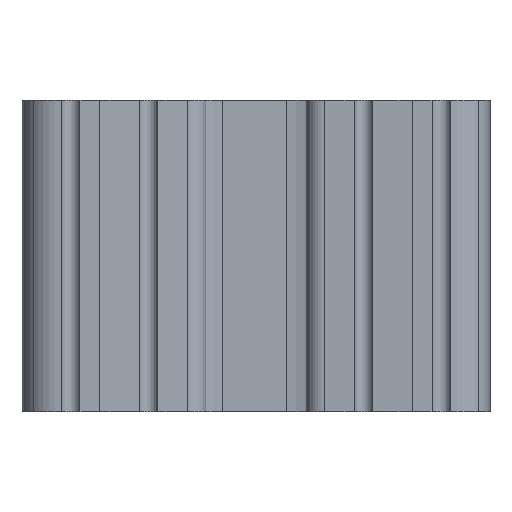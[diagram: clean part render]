
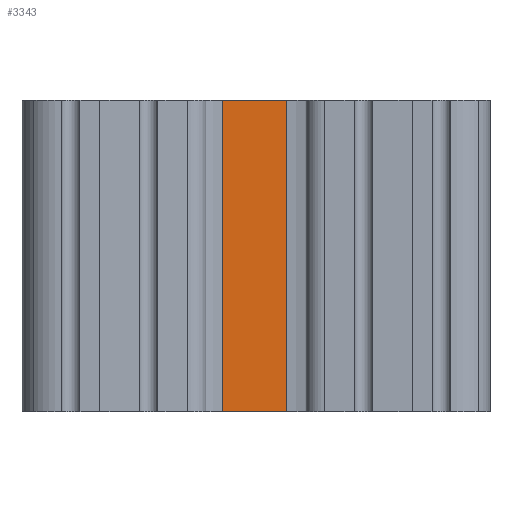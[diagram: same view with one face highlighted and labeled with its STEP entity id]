
A CAD part, front view. The second image highlights one B-rep face of the part: STEP entity #3343.
In plain terms, the highlighted planar face has unit normal (0, -1, 0).
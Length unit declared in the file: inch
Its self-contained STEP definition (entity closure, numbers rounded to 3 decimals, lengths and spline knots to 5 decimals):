
#3285=CARTESIAN_POINT('',(3.64293,2.7345,-1.0));
#3286=VERTEX_POINT('',#3285);
#3294=CARTESIAN_POINT('',(3.64293,2.7345,0.0));
#3295=VERTEX_POINT('',#3294);
#3296=CARTESIAN_POINT('',(3.64293,2.7345,0.0));
#3297=DIRECTION('',(0.0,0.0,-1.0));
#3298=VECTOR('',#3297,1.0);
#3299=LINE('',#3296,#3298);
#3300=EDGE_CURVE('',#3295,#3286,#3299,.T.);
#3313=CARTESIAN_POINT('',(3.64293,2.7345,0.0));
#3314=DIRECTION('',(0.0,-1.0,0.0));
#3315=DIRECTION('',(0.0,0.0,-1.0));
#3316=AXIS2_PLACEMENT_3D('',#3313,#3314,#3315);
#3317=PLANE('',#3316);
#3318=CARTESIAN_POINT('',(3.84931,2.7345,-1.0));
#3319=VERTEX_POINT('',#3318);
#3320=CARTESIAN_POINT('',(3.64293,2.7345,-1.0));
#3321=DIRECTION('',(1.0,0.0,0.0));
#3322=VECTOR('',#3321,0.20638);
#3323=LINE('',#3320,#3322);
#3324=EDGE_CURVE('',#3286,#3319,#3323,.T.);
#3325=ORIENTED_EDGE('',*,*,#3324,.T.);
#3326=CARTESIAN_POINT('',(3.84931,2.7345,0.0));
#3327=VERTEX_POINT('',#3326);
#3328=CARTESIAN_POINT('',(3.84931,2.7345,0.0));
#3329=DIRECTION('',(0.0,0.0,-1.0));
#3330=VECTOR('',#3329,1.0);
#3331=LINE('',#3328,#3330);
#3332=EDGE_CURVE('',#3327,#3319,#3331,.T.);
#3333=ORIENTED_EDGE('',*,*,#3332,.F.);
#3334=CARTESIAN_POINT('',(3.64293,2.7345,0.0));
#3335=DIRECTION('',(1.0,0.0,0.0));
#3336=VECTOR('',#3335,0.20638);
#3337=LINE('',#3334,#3336);
#3338=EDGE_CURVE('',#3295,#3327,#3337,.T.);
#3339=ORIENTED_EDGE('',*,*,#3338,.F.);
#3340=ORIENTED_EDGE('',*,*,#3300,.T.);
#3341=EDGE_LOOP('',(#3325,#3333,#3339,#3340));
#3342=FACE_OUTER_BOUND('',#3341,.T.);
#3343=ADVANCED_FACE('',(#3342),#3317,.T.);
